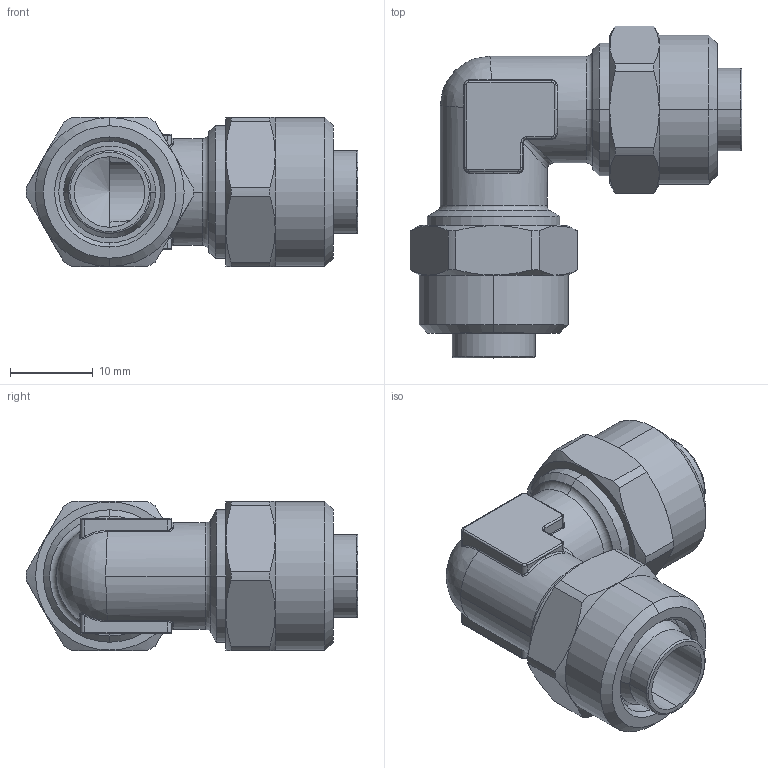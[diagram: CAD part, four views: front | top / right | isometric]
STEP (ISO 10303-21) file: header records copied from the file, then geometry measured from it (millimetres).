
FILE_DESCRIPTION (( 'STEP AP203' ), '1' );
FILE_NAME ('02080060.STEP', '2011-09-28T13:25:11', ( '' ), ( 'sopra-pneumatic' ), 'SwSTEP 2.0', 'SolidWorks 2011', '' );
FILE_SCHEMA (( 'CONFIG_CONTROL_DESIGN' ));
Length unit declared in the file: millimetre
Products named in the file (1): 02080060
Bounding box: 40.1 x 40.1 x 18 mm (x, y, z)
Volume: 7938.1 mm3; surface area: 5376.5 mm2
Topology: 1 solids, 1 shells, 190 faces, 442 edges, 259 vertices
Faces by surface type: cylinder 72, cone 35, plane 35, torus 26, bspline 22
Entity records: 6258 total; most frequent: CARTESIAN_POINT 1992, DIRECTION 898, ORIENTED_EDGE 882, EDGE_CURVE 441, AXIS2_PLACEMENT_3D 379, VERTEX_POINT 259, CIRCLE 210, EDGE_LOOP 198
